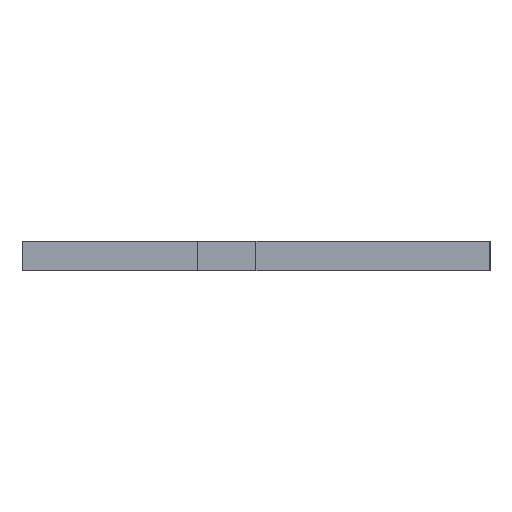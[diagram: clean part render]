
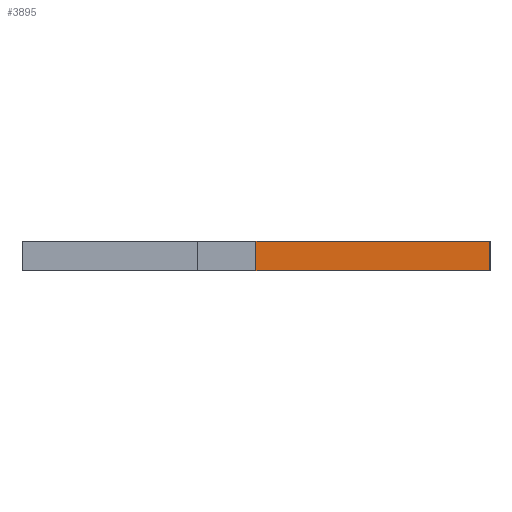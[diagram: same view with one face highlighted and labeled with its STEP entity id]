
A CAD part, left-side view. The second image highlights one B-rep face of the part: STEP entity #3895.
In plain terms, the highlighted planar face has unit normal (-1, 0, 0).
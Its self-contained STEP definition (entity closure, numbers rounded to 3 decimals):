
#177=FACE_OUTER_BOUND('',#393,.T.);
#393=EDGE_LOOP('',(#2931,#2932,#2933,#2934));
#736=LINE('',#5505,#1276);
#766=LINE('',#5565,#1306);
#779=LINE('',#5591,#1319);
#780=LINE('',#5592,#1320);
#1276=VECTOR('',#4522,10.);
#1306=VECTOR('',#4570,10.);
#1319=VECTOR('',#4593,10.);
#1320=VECTOR('',#4594,10.);
#1760=VERTEX_POINT('',#5502);
#1761=VERTEX_POINT('',#5504);
#1779=VERTEX_POINT('',#5558);
#1782=VERTEX_POINT('',#5563);
#2176=EDGE_CURVE('',#1760,#1761,#736,.T.);
#2206=EDGE_CURVE('',#1779,#1782,#766,.T.);
#2219=EDGE_CURVE('',#1760,#1779,#779,.T.);
#2220=EDGE_CURVE('',#1761,#1782,#780,.T.);
#2931=ORIENTED_EDGE('',*,*,#2219,.T.);
#2932=ORIENTED_EDGE('',*,*,#2206,.T.);
#2933=ORIENTED_EDGE('',*,*,#2220,.F.);
#2934=ORIENTED_EDGE('',*,*,#2176,.F.);
#3701=PLANE('',#4109);
#3895=ADVANCED_FACE('',(#177),#3701,.T.);
#4109=AXIS2_PLACEMENT_3D('',#5590,#4591,#4592);
#4522=DIRECTION('',(0.,0.,1.));
#4570=DIRECTION('',(0.,0.,1.));
#4591=DIRECTION('center_axis',(-1.,0.,0.));
#4592=DIRECTION('ref_axis',(0.,-1.,0.));
#4593=DIRECTION('',(0.,-1.,0.));
#4594=DIRECTION('',(0.,-1.,0.));
#5502=CARTESIAN_POINT('',(-17.45,0.,0.));
#5504=CARTESIAN_POINT('',(-17.45,0.,1.));
#5505=CARTESIAN_POINT('',(-17.45,0.,0.));
#5558=CARTESIAN_POINT('',(-17.45,-8.,0.));
#5563=CARTESIAN_POINT('',(-17.45,-8.,1.));
#5565=CARTESIAN_POINT('',(-17.45,-8.,0.));
#5590=CARTESIAN_POINT('Origin',(-17.45,-4.,0.));
#5591=CARTESIAN_POINT('',(-17.45,-4.,0.));
#5592=CARTESIAN_POINT('',(-17.45,-6.,1.));
